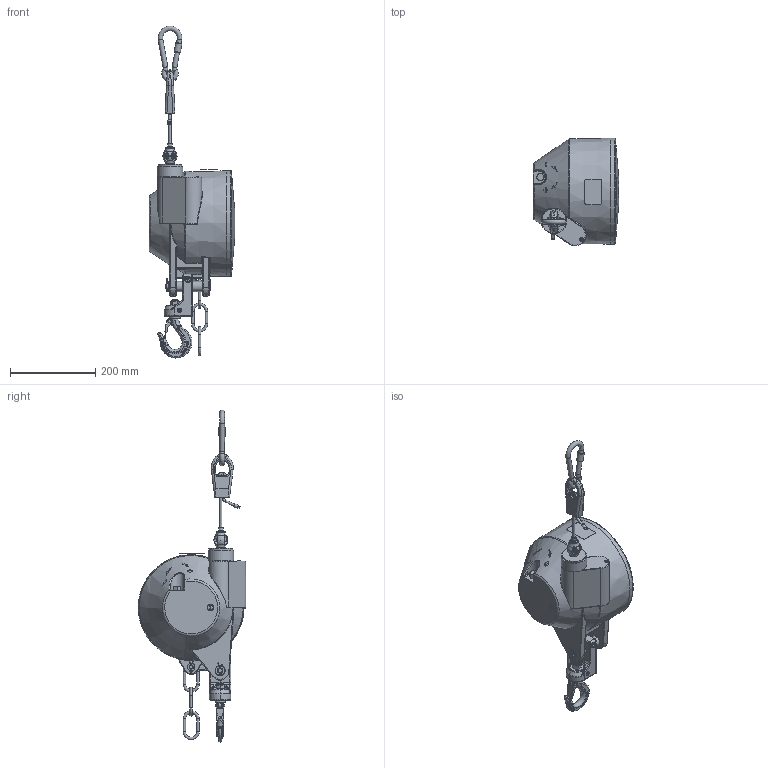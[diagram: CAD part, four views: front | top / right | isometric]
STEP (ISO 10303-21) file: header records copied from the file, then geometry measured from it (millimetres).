
FILE_DESCRIPTION(/* description */ (''),/* implementation_level */ '2;1');
FILE_NAME(/* name */ '7241080001.stp',/* time_stamp */ '2015-04-15T07:46:37+02:00',/* author */ ('Sebastian.Mueller'),/* organization */ (''),/* preprocessor_version */ 'ST-DEVELOPER v15.2',/* originating_system */ 'Autodesk Inventor 2014',/* authorisation */ '');
FILE_SCHEMA (('CONFIG_CONTROL_DESIGN'));
Products named in the file (1): 002-7241080001-AC
Bounding box: 201.63 x 252.7 x 780.1 mm (x, y, z)
Volume: 8621125.1 mm3; surface area: 369398.8 mm2
Topology: 11 solids, 13 shells, 1632 faces, 4246 edges, 2679 vertices
Faces by surface type: plane 657, bspline 407, cylinder 335, cone 114, torus 105, sphere 14
Full cylindrical faces by diameter (mm): 1 x6, 4 x1, 4.1 x1, 4.5 x2, 5 x9, 5.7 x1, 6 x7, 6.5 x2, 6.647 x1, 8 x2, 8.5 x2, 9 x2, 10 x6, 10.9 x1, 11 x6, 12 x9, 12.3 x1, 12.5 x6, 13 x2, 15 x2, 15.5 x1, 16 x2, 16.25 x2, 18 x3, 24 x3, 32.5 x1, 56 x1, 60 x1, 248.8 x1
Entity records: 66243 total; most frequent: CARTESIAN_POINT 28463, ORIENTED_EDGE 7986, DIRECTION 6402, EDGE_CURVE 3993, VERTEX_POINT 2620, AXIS2_PLACEMENT_3D 2371, EDGE_LOOP 1951, LINE 1660
